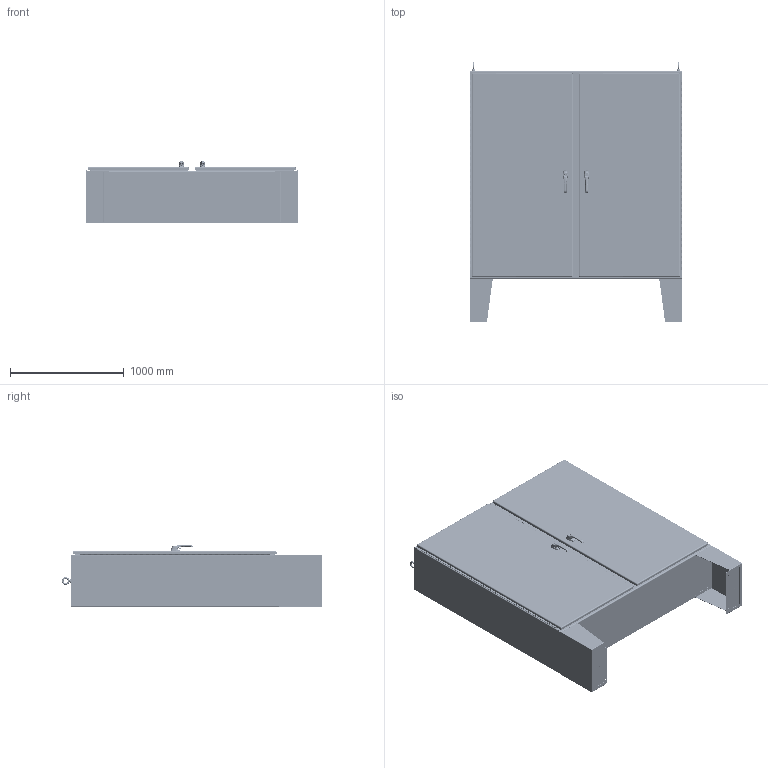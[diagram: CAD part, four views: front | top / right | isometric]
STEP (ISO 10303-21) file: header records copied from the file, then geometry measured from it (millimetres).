
FILE_DESCRIPTION(/* description */ ('WA_CPX_SSN4, FLOOR MOUNT DISC., BLR, 72X73X18'),/* implementation_level */ '2;1');
FILE_NAME(/* name */ 'WA72CPX7218SSN4.stp',/* time_stamp */ '2016-11-17T19:08:07+06:00',/* author */ ('sdirisala'),/* organization */ (''),/* preprocessor_version */ 'ST-DEVELOPER v16.1',/* originating_system */ 'Autodesk Inventor 2016',/* authorisation */ '');
FILE_SCHEMA (('AUTOMOTIVE_DESIGN { 1 0 10303 214 3 1 1 }'));
Products named in the file (118): WA72CPX7218SSN4BLR; WACPX7218SSN4TOP; WACPX7218SSN4BTM; HFW303115; HFW316325; FUN00129_WACPX73U; WAX18SSN4LEA; HFW372182; 316298; HFW3026; 349131; 38714; WA72CPX72SSN4LDR; 1091-903_AF0_1; 1091-903_AF0_2; 1091-903_AF0; PLASTIC-ROLLER-CAM_AF1; 7379-M6-8X25_AF0; LOCK-NUT_AF0; PLASTIC-ROLLER-CAM_AF0_ASM; SUPPORT-ROLL_AF0; 1091-BR11_AF0; HFW31712; 37027; 3021WIE; HFW3762; 31215; 3862; LARGE_DOOR_ROD_ASSM-37027; 1091-73; 1091-74; 1091-74-01; 1091-B9_ASM; 1091-75; DIN3771_16X2_5; 2100-11; 1091-76; D125B_10_5; DIN985_M10; 1000-02 ...
Assembly tree (201 placements, depth 6):
  WA72CPX7218SSN4
    WA72CPX7218SSN4BLR
    WACPX7218SSN4TOP
    WACPX7218SSN4BTM
    HFW303115  x2
    HFW316325  x2
    FUN00129_WACPX73U
    WAX18SSN4LEA  x2
    HFW372182  x8
    316298  x2
    HFW3026  x2
    349131  x2
    38714  x2
    WA72CPX72SSN4LDR_1
      WA72CPX72SSN4LDR
      LARGE_DOOR_ROD_ASSM-37027
        HFW31712
          1091-903_AF0
            1091-903_AF0_1
            1091-903_AF0_2
          PLASTIC-ROLLER-CAM_AF0_ASM
            PLASTIC-ROLLER-CAM_AF1
            7379-M6-8X25_AF0
            LOCK-NUT_AF0
          SUPPORT-ROLL_AF0
          1091-BR11_AF0
        37027  x2
        3021WIE  x2
        HFW3762  x4
        31215  x2
        3862  x2
      HFW32452
        1091-73
        1091-B9_ASM
          1091-74
          1091-74-01
        1091-75
        DIN3771_16X2_5
        2100-11
        1091-76
        D125B_10_5
        DIN985_M10
        1000-02
        1225-05
        1000-277-01  x2
        D7_2H11X20
        DIN1472_3X8_14301
        1109-22
        1091-77
        1125-94
        1121-85
      38846
      CHUTEBOLTGUIDE316SSASSM  x2
        HFW31235
        HFW31234
        HFW369101
    WA72CPX72SSN4RDR_1
      WA72CPX72SSN4RDR
      LARGE_DOOR_ROD_ASSM-37027
        HFW31712
Bounding box: 1873.25 x 2292.25 x 548.55 mm (x, y, z)
Volume: 35134700.2 mm3; surface area: 26591815.1 mm2
Topology: 215 solids, 215 shells, 8964 faces, 22383 edges, 13859 vertices
Faces by surface type: plane 4203, cylinder 3005, bspline 597, torus 553, cone 402, sphere 204
Full cylindrical faces by diameter (mm): 1.587 x1, 2 x1, 2.2 x1, 2.5 x2, 3 x5, 3.048 x2, 3.1 x4, 3.15 x2, 3.175 x2, 3.5 x2, 3.607 x2, 3.9 x2, 3.962 x6, 4 x1, 4.2 x4, 4.5 x4, 4.762 x9, 4.825 x30, 4.978 x15, 5 x7, 5.105 x1, 5.2 x1, 5.4 x6, 5.69 x8, 6 x6, 6.128 x4, 6.172 x4, 6.337 x12, 6.35 x75, 6.41 x4
Entity records: 193217 total; most frequent: CARTESIAN_POINT 82680, DIRECTION 22840, ORIENTED_EDGE 21712, EDGE_CURVE 10823, AXIS2_PLACEMENT_3D 8527, VERTEX_POINT 6837, LINE 5786, VECTOR 5786
